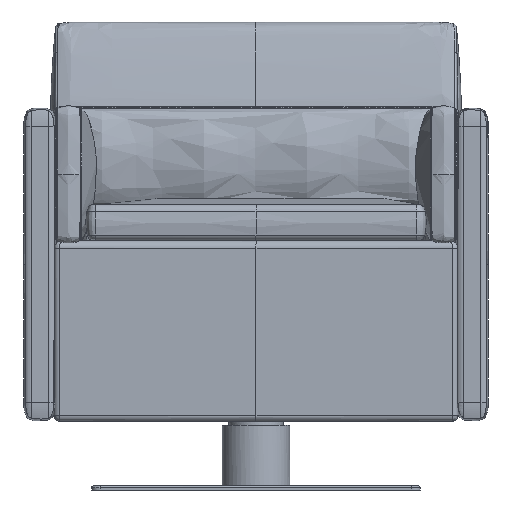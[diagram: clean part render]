
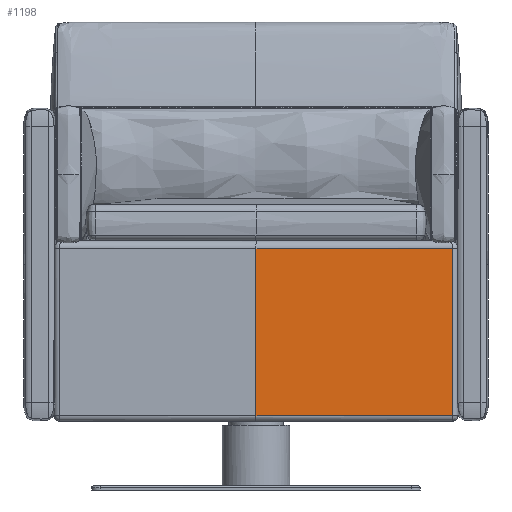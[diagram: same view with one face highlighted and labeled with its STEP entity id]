
A CAD part, front view. The second image highlights one B-rep face of the part: STEP entity #1198.
In plain terms, the highlighted planar face has unit normal (0, -1, 0).
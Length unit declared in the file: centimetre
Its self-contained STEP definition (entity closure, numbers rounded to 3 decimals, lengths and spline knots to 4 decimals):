
#407=PLANE('',#3646);
#1198=ADVANCED_FACE('',(#1392),#407,.T.);
#1392=FACE_OUTER_BOUND('',#1586,.T.);
#1586=EDGE_LOOP('',(#2115,#2116,#2117,#2118));
#2115=ORIENTED_EDGE('',*,*,#2785,.F.);
#2116=ORIENTED_EDGE('',*,*,#2786,.T.);
#2117=ORIENTED_EDGE('',*,*,#2781,.F.);
#2118=ORIENTED_EDGE('',*,*,#2787,.T.);
#2781=EDGE_CURVE('',#3454,#3455,#3110,.T.);
#2785=EDGE_CURVE('',#3457,#3456,#3111,.T.);
#2786=EDGE_CURVE('',#3457,#3455,#3112,.T.);
#2787=EDGE_CURVE('',#3454,#3456,#3113,.T.);
#3110=B_SPLINE_CURVE_WITH_KNOTS('',1,(#54585,#54586),.UNSPECIFIED.,.F.,
 .F.,(2,2),(1525.9193,1815.9193),.UNSPECIFIED.);
#3111=B_SPLINE_CURVE_WITH_KNOTS('',1,(#54596,#54597),.UNSPECIFIED.,.F.,
 .F.,(2,2),(-1815.9193,-1525.9193),.UNSPECIFIED.);
#3112=B_SPLINE_CURVE_WITH_KNOTS('',1,(#54598,#54599),.UNSPECIFIED.,.F.,
 .F.,(2,2),(-258.5,-12.),.UNSPECIFIED.);
#3113=B_SPLINE_CURVE_WITH_KNOTS('',1,(#54600,#54601),.UNSPECIFIED.,.F.,
 .F.,(2,2),(480.6227,727.1227),.UNSPECIFIED.);
#3454=VERTEX_POINT('',#54546);
#3455=VERTEX_POINT('',#54547);
#3456=VERTEX_POINT('',#54548);
#3457=VERTEX_POINT('',#54549);
#3646=AXIS2_PLACEMENT_3D('',#54389,#3715,$);
#3715=DIRECTION('',(0.,-1.,0.));
#54389=CARTESIAN_POINT('',(-152.5919,0.,-13.125));
#54546=CARTESIAN_POINT('',(0.,0.,12.325));
#54547=CARTESIAN_POINT('',(29.,0.,12.325));
#54548=CARTESIAN_POINT('',(0.,0.,-12.325));
#54549=CARTESIAN_POINT('',(29.,0.,-12.325));
#54585=CARTESIAN_POINT('',(0.,0.,12.325));
#54586=CARTESIAN_POINT('',(29.,0.,12.325));
#54596=CARTESIAN_POINT('',(29.,0.,-12.325));
#54597=CARTESIAN_POINT('',(0.,0.,-12.325));
#54598=CARTESIAN_POINT('',(29.,0.,-12.325));
#54599=CARTESIAN_POINT('',(29.,0.,12.325));
#54600=CARTESIAN_POINT('',(0.,0.,12.325));
#54601=CARTESIAN_POINT('',(0.,0.,-12.325));
